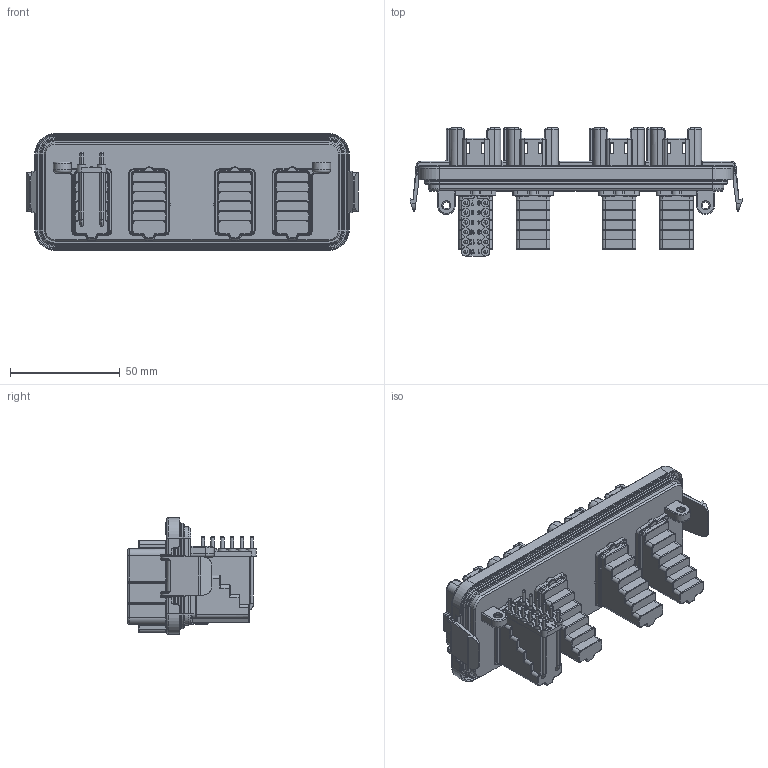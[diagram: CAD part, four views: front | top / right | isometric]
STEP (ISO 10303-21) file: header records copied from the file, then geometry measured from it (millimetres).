
FILE_DESCRIPTION((''),'2;1');
FILE_NAME('C-AT13-12PA-R015_3D','2020-01-15T',('Zenin.Deng'),(''),'PRO/ENGINEER BY PARAMETRIC TECHNOLOGY CORPORATION, 2016360','PRO/ENGINEER BY PARAMETRIC TECHNOLOGY CORPORATION, 2016360','');
FILE_SCHEMA(('CONFIG_CONTROL_DESIGN'));
Products named in the file (1): C-AT13-12PA-R015_3D
Bounding box: 151.3 x 58.36 x 53.4 mm (x, y, z)
Volume: 111678.4 mm3; surface area: 52659.1 mm2
Topology: 1 solids, 2 shells, 2519 faces, 6479 edges, 3887 vertices
Faces by surface type: cylinder 904, plane 773, torus 391, extrusion 216, sphere 119, bspline 96, cone 20
Entity records: 83044 total; most frequent: CARTESIAN_POINT 23500, ORIENTED_EDGE 12714, DIRECTION 12066, EDGE_CURVE 6357, AXIS2_PLACEMENT_3D 4329, VERTEX_POINT 3887, VECTOR 3408, LINE 3192
